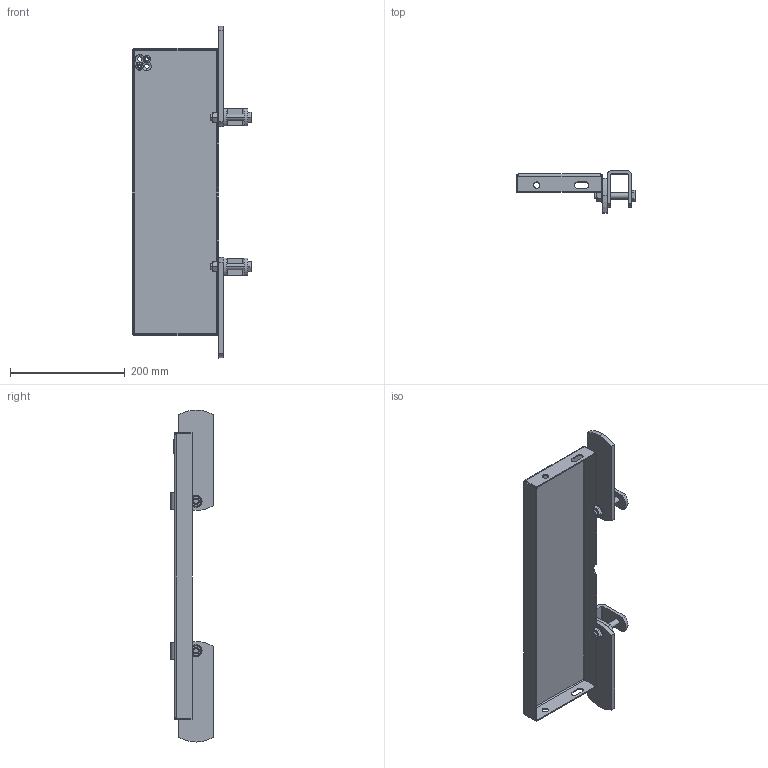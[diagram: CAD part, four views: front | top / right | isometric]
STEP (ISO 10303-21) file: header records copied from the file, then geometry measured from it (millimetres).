
FILE_DESCRIPTION (( 'STEP AP203' ), '1' );
FILE_NAME ('0529231600.STEP', '2024-05-29T06:29:33', ( '' ), ( '' ), 'SwSTEP 2.0', 'SolidWorks 2022', '' );
FILE_SCHEMA (( 'CONFIG_CONTROL_DESIGN' ));
Length unit declared in the file: metre
Products named in the file (1): 0529231600
Bounding box: 207.5 x 74 x 578 mm (x, y, z)
Volume: 450660.5 mm3; surface area: 302165.2 mm2
Topology: 11 solids, 11 shells, 272 faces, 628 edges, 374 vertices
Faces by surface type: plane 97, cylinder 77, cone 66, torus 24, bspline 8
Entity records: 8501 total; most frequent: CARTESIAN_POINT 2276, DIRECTION 1312, ORIENTED_EDGE 1256, EDGE_CURVE 628, AXIS2_PLACEMENT_3D 538, VERTEX_POINT 374, EDGE_LOOP 304, CIRCLE 273
